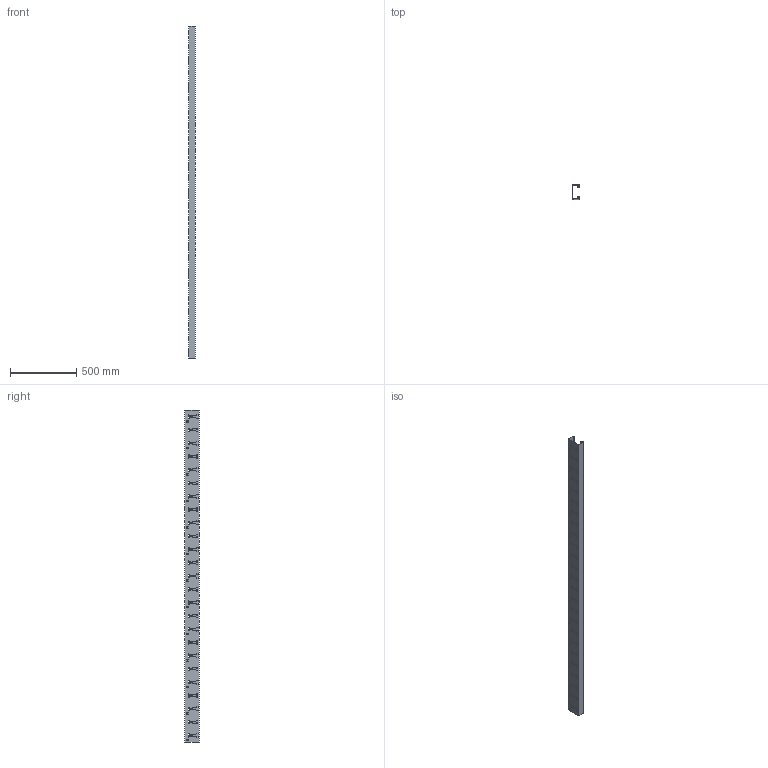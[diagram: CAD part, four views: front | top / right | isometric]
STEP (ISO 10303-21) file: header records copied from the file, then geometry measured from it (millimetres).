
FILE_DESCRIPTION((''),'2;1');
FILE_NAME('20002694P01','2023-05-23T10:52:20',('sivasanker.y'),(''),'CREO PARAMETRIC BY PTC INC, 2021284','CREO PARAMETRIC BY PTC INC, 2021284','');
FILE_SCHEMA(('CONFIG_CONTROL_DESIGN'));
Products named in the file (1): 20002694P01
Bounding box: 52.23 x 110.06 x 2500 mm (x, y, z)
Volume: 565637.8 mm3; surface area: 1425438.9 mm2
Topology: 1 solids, 1 shells, 1956 faces, 5238 edges, 3284 vertices
Faces by surface type: plane 1019, cylinder 587, bspline 350
Entity records: 101831 total; most frequent: CARTESIAN_POINT 54551, ORIENTED_EDGE 10476, DIRECTION 8699, EDGE_CURVE 5238, VECTOR 3539, LINE 3539, VERTEX_POINT 3284, AXIS2_PLACEMENT_3D 2580
